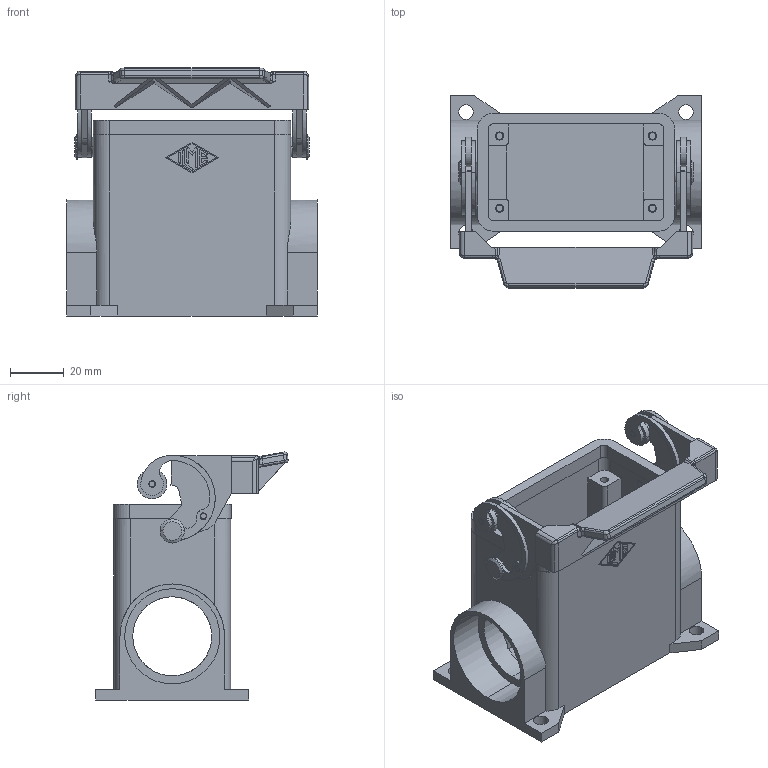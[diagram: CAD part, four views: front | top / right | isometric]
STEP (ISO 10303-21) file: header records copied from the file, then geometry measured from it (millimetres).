
FILE_DESCRIPTION((''),'2;1');
FILE_NAME('CMAP 03 L229.stp','2007-01-10T18:04:23',('gembarski'),(''),'Autodesk Inventor 7','Autodesk Inventor 7','');
FILE_SCHEMA(('AUTOMOTIVE_DESIGN { 1 0 10303 214 1 1 1 1 }'));
Length unit declared in the file: millimetre
Products named in the file (1): CMAP 03 L229
Bounding box: 93.5 x 71.7 x 92.42 mm (x, y, z)
Volume: 97629.6 mm3; surface area: 53746.9 mm2
Topology: 4 solids, 4 shells, 434 faces, 1153 edges, 750 vertices
Faces by surface type: plane 164, bspline 127, cylinder 125, torus 10, cone 4, sphere 4
Entity records: 16335 total; most frequent: CARTESIAN_POINT 5530, ORIENTED_EDGE 2292, DIRECTION 2232, EDGE_CURVE 1146, AXIS2_PLACEMENT_3D 804, VERTEX_POINT 750, VECTOR 624, LINE 624
